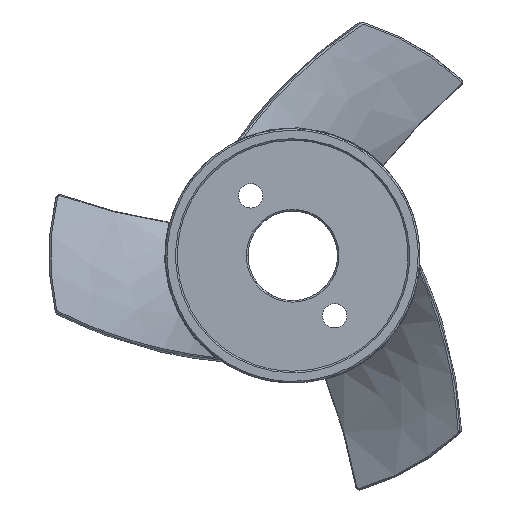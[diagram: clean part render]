
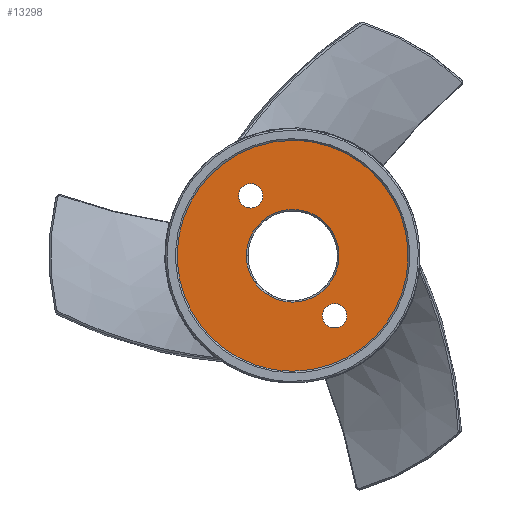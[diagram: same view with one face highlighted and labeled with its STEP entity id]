
A CAD part, front view. The second image highlights one B-rep face of the part: STEP entity #13298.
In plain terms, the highlighted free-form (B-spline) face has degree [1, 1] with [2, 2] control points.
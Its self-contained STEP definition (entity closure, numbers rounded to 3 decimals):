
#120 = VERTEX_POINT('',#121);
#121 = CARTESIAN_POINT('',(0.,-3.098,-5.35));
#126 = EDGE_CURVE('',#120,#127,#129,.T.);
#127 = VERTEX_POINT('',#128);
#128 = CARTESIAN_POINT('',(0.,-3.098,
    5.35));
#129 = ( BOUNDED_CURVE() B_SPLINE_CURVE(2,(#130,#131,#132,#133,#134),
.UNSPECIFIED.,.F.,.F.) B_SPLINE_CURVE_WITH_KNOTS((3,2,3),(0.,
1.571,3.142),.PIECEWISE_BEZIER_KNOTS.) CURVE() 
GEOMETRIC_REPRESENTATION_ITEM() RATIONAL_B_SPLINE_CURVE((1.,
0.707,1.,0.707,1.)) REPRESENTATION_ITEM('') );
#130 = CARTESIAN_POINT('',(0.,-3.098,-5.35));
#131 = CARTESIAN_POINT('',(-5.35,-3.098,
    -5.35));
#132 = CARTESIAN_POINT('',(-5.35,-3.098,
    0.));
#133 = CARTESIAN_POINT('',(-5.35,-3.098,
    5.35));
#134 = CARTESIAN_POINT('',(0.,-3.098,
    5.35));
#262 = VERTEX_POINT('',#263);
#263 = CARTESIAN_POINT('',(-4.844,-3.098,
    8.33));
#281 = VERTEX_POINT('',#282);
#282 = CARTESIAN_POINT('',(-4.844,-3.098,
    5.514));
#287 = EDGE_CURVE('',#262,#281,#288,.T.);
#288 = ( BOUNDED_CURVE() B_SPLINE_CURVE(2,(#289,#290,#291,#292,#293),
.UNSPECIFIED.,.F.,.F.) B_SPLINE_CURVE_WITH_KNOTS((3,2,3),(3.142,
4.712,6.283),.PIECEWISE_BEZIER_KNOTS.) CURVE() 
GEOMETRIC_REPRESENTATION_ITEM() RATIONAL_B_SPLINE_CURVE((1.,
0.707,1.,0.707,1.)) REPRESENTATION_ITEM('') );
#289 = CARTESIAN_POINT('',(-4.844,-3.098,
    8.33));
#290 = CARTESIAN_POINT('',(-6.252,-3.098,
    8.33));
#291 = CARTESIAN_POINT('',(-6.252,-3.098,
    6.922));
#292 = CARTESIAN_POINT('',(-6.252,-3.098,
    5.514));
#293 = CARTESIAN_POINT('',(-4.844,-3.098,
    5.514));
#310 = VERTEX_POINT('',#311);
#311 = CARTESIAN_POINT('',(4.844,-3.098,
    -5.514));
#329 = VERTEX_POINT('',#330);
#330 = CARTESIAN_POINT('',(4.844,-3.098,
    -8.33));
#335 = EDGE_CURVE('',#310,#329,#336,.T.);
#336 = ( BOUNDED_CURVE() B_SPLINE_CURVE(2,(#337,#338,#339,#340,#341),
.UNSPECIFIED.,.F.,.F.) B_SPLINE_CURVE_WITH_KNOTS((3,2,3),(3.142,
4.712,6.283),.PIECEWISE_BEZIER_KNOTS.) CURVE() 
GEOMETRIC_REPRESENTATION_ITEM() RATIONAL_B_SPLINE_CURVE((1.,
0.707,1.,0.707,1.)) REPRESENTATION_ITEM('') );
#337 = CARTESIAN_POINT('',(4.844,-3.098,
    -5.514));
#338 = CARTESIAN_POINT('',(3.436,-3.098,
    -5.514));
#339 = CARTESIAN_POINT('',(3.436,-3.098,
    -6.922));
#340 = CARTESIAN_POINT('',(3.436,-3.098,
    -8.33));
#341 = CARTESIAN_POINT('',(4.844,-3.098,
    -8.33));
#384 = VERTEX_POINT('',#385);
#385 = CARTESIAN_POINT('',(0.,-3.098,-13.329));
#392 = VERTEX_POINT('',#393);
#393 = CARTESIAN_POINT('',(0.,-3.098,
    13.329));
#398 = EDGE_CURVE('',#392,#384,#399,.T.);
#399 = ( BOUNDED_CURVE() B_SPLINE_CURVE(2,(#400,#401,#402,#403,#404),
.UNSPECIFIED.,.F.,.F.) B_SPLINE_CURVE_WITH_KNOTS((3,2,3),(3.142,
4.712,6.283),.PIECEWISE_BEZIER_KNOTS.) CURVE() 
GEOMETRIC_REPRESENTATION_ITEM() RATIONAL_B_SPLINE_CURVE((1.,
0.707,1.,0.707,1.)) REPRESENTATION_ITEM('') );
#400 = CARTESIAN_POINT('',(0.,-3.098,
    13.329));
#401 = CARTESIAN_POINT('',(-13.329,-3.098,
    13.329));
#402 = CARTESIAN_POINT('',(-13.329,-3.098,
    0.));
#403 = CARTESIAN_POINT('',(-13.329,-3.098,
    -13.329));
#404 = CARTESIAN_POINT('',(0.,-3.098,
    -13.329));
#13279 = EDGE_CURVE('',#384,#392,#13280,.T.);
#13280 = ( BOUNDED_CURVE() B_SPLINE_CURVE(2,(#13281,#13282,#13283,#13284
,#13285),.UNSPECIFIED.,.F.,.F.) B_SPLINE_CURVE_WITH_KNOTS((3,2,3),(0.,
1.571,3.142),.PIECEWISE_BEZIER_KNOTS.) CURVE() 
GEOMETRIC_REPRESENTATION_ITEM() RATIONAL_B_SPLINE_CURVE((1.,
0.707,1.,0.707,1.)) REPRESENTATION_ITEM('') );
#13281 = CARTESIAN_POINT('',(0.,-3.098,-13.329));
#13282 = CARTESIAN_POINT('',(13.329,-3.098,
    -13.329));
#13283 = CARTESIAN_POINT('',(13.329,-3.098,
    0.));
#13284 = CARTESIAN_POINT('',(13.329,-3.098,
    13.329));
#13285 = CARTESIAN_POINT('',(0.,-3.098,
    13.329));
#13298 = ADVANCED_FACE('',(#13299,#13310,#13321,#13332),#13336,.T.);
#13299 = FACE_BOUND('',#13300,.T.);
#13300 = EDGE_LOOP('',(#13301,#13302));
#13301 = ORIENTED_EDGE('',*,*,#126,.T.);
#13302 = ORIENTED_EDGE('',*,*,#13303,.T.);
#13303 = EDGE_CURVE('',#127,#120,#13304,.T.);
#13304 = ( BOUNDED_CURVE() B_SPLINE_CURVE(2,(#13305,#13306,#13307,#13308
,#13309),.UNSPECIFIED.,.F.,.F.) B_SPLINE_CURVE_WITH_KNOTS((3,2,3),(
    3.142,4.712,6.283),
.PIECEWISE_BEZIER_KNOTS.) CURVE() GEOMETRIC_REPRESENTATION_ITEM() 
RATIONAL_B_SPLINE_CURVE((1.,0.707,1.,0.707,1.)) 
REPRESENTATION_ITEM('') );
#13305 = CARTESIAN_POINT('',(0.,-3.098,
    5.35));
#13306 = CARTESIAN_POINT('',(5.35,-3.098,
    5.35));
#13307 = CARTESIAN_POINT('',(5.35,-3.098,
    0.));
#13308 = CARTESIAN_POINT('',(5.35,-3.098,
    -5.35));
#13309 = CARTESIAN_POINT('',(0.,-3.098,
    -5.35));
#13310 = FACE_BOUND('',#13311,.T.);
#13311 = EDGE_LOOP('',(#13312,#13313));
#13312 = ORIENTED_EDGE('',*,*,#287,.F.);
#13313 = ORIENTED_EDGE('',*,*,#13314,.F.);
#13314 = EDGE_CURVE('',#281,#262,#13315,.T.);
#13315 = ( BOUNDED_CURVE() B_SPLINE_CURVE(2,(#13316,#13317,#13318,#13319
,#13320),.UNSPECIFIED.,.F.,.F.) B_SPLINE_CURVE_WITH_KNOTS((3,2,3),(0.,
1.571,3.142),.PIECEWISE_BEZIER_KNOTS.) CURVE() 
GEOMETRIC_REPRESENTATION_ITEM() RATIONAL_B_SPLINE_CURVE((1.,
0.707,1.,0.707,1.)) REPRESENTATION_ITEM('') );
#13316 = CARTESIAN_POINT('',(-4.844,-3.098,
    5.514));
#13317 = CARTESIAN_POINT('',(-3.436,-3.098,
    5.514));
#13318 = CARTESIAN_POINT('',(-3.436,-3.098,
    6.922));
#13319 = CARTESIAN_POINT('',(-3.436,-3.098,
    8.33));
#13320 = CARTESIAN_POINT('',(-4.844,-3.098,
    8.33));
#13321 = FACE_BOUND('',#13322,.T.);
#13322 = EDGE_LOOP('',(#13323,#13324));
#13323 = ORIENTED_EDGE('',*,*,#335,.F.);
#13324 = ORIENTED_EDGE('',*,*,#13325,.F.);
#13325 = EDGE_CURVE('',#329,#310,#13326,.T.);
#13326 = ( BOUNDED_CURVE() B_SPLINE_CURVE(2,(#13327,#13328,#13329,#13330
,#13331),.UNSPECIFIED.,.F.,.F.) B_SPLINE_CURVE_WITH_KNOTS((3,2,3),(0.,
1.571,3.142),.PIECEWISE_BEZIER_KNOTS.) CURVE() 
GEOMETRIC_REPRESENTATION_ITEM() RATIONAL_B_SPLINE_CURVE((1.,
0.707,1.,0.707,1.)) REPRESENTATION_ITEM('') );
#13327 = CARTESIAN_POINT('',(4.844,-3.098,
    -8.33));
#13328 = CARTESIAN_POINT('',(6.252,-3.098,
    -8.33));
#13329 = CARTESIAN_POINT('',(6.252,-3.098,
    -6.922));
#13330 = CARTESIAN_POINT('',(6.252,-3.098,
    -5.514));
#13331 = CARTESIAN_POINT('',(4.844,-3.098,
    -5.514));
#13332 = FACE_BOUND('',#13333,.T.);
#13333 = EDGE_LOOP('',(#13334,#13335));
#13334 = ORIENTED_EDGE('',*,*,#13279,.T.);
#13335 = ORIENTED_EDGE('',*,*,#398,.T.);
#13336 = B_SPLINE_SURFACE_WITH_KNOTS('',1,1,(
    (#13337,#13338)
    ,(#13339,#13340
  )),.UNSPECIFIED.,.F.,.F.,.F.,(2,2),(2,2),(-14.2,14.2),(-14.2,14.2),
  .PIECEWISE_BEZIER_KNOTS.);
#13337 = CARTESIAN_POINT('',(-13.329,-3.098,
    13.329));
#13338 = CARTESIAN_POINT('',(13.329,-3.098,
    13.329));
#13339 = CARTESIAN_POINT('',(-13.329,-3.098,
    -13.329));
#13340 = CARTESIAN_POINT('',(13.329,-3.098,
    -13.329));
